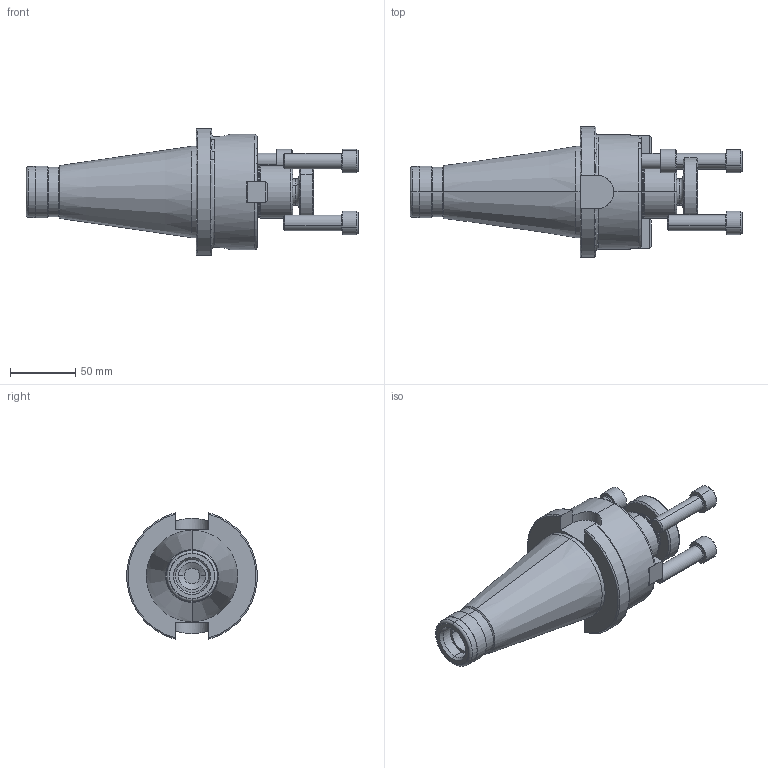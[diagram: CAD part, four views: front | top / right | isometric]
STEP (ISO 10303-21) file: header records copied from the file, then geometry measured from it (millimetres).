
FILE_DESCRIPTION (( 'STEP AP203' ), '1' );
FILE_NAME ('91502-AS040050.STEP', '2015-05-13T12:24:55', ( '' ), ( '' ), 'SwSTEP 2.0', 'SolidWorks 2009', '' );
FILE_SCHEMA (( 'CONFIG_CONTROL_DESIGN' ));
Length unit declared in the file: millimetre
Products named in the file (9): 91502-AS040050; CCS-M20-40-2; KEY 16x23x16 - 40; AS-M6X20._PreviewCfg; ISO50FMH40050 WW; CCS-M20-40; CCS-M20-40-1; AS-M12X45_AS-M12X30; ISO50 CAP
Assembly tree (13 placements, depth 3):
  91502-AS040050
    ISO50FMH40050 WW
    AS-M12X45_AS-M12X30  x4
    CCS-M20-40
      CCS-M20-40-1
      CCS-M20-40-2
    ISO50 CAP
    AS-M6X20._PreviewCfg  x2
    KEY 16x23x16 - 40  x2
Bounding box: 253.8 x 99.62 x 96.64 mm (x, y, z)
Volume: 623268 mm3; surface area: 96842.6 mm2
Topology: 12 solids, 12 shells, 376 faces, 846 edges, 486 vertices
Faces by surface type: plane 163, cylinder 90, cone 88, torus 35
Entity records: 8241 total; most frequent: CARTESIAN_POINT 1496, DIRECTION 1302, ORIENTED_EDGE 1096, EDGE_CURVE 548, AXIS2_PLACEMENT_3D 514, VERTEX_POINT 330, EDGE_LOOP 274, VECTOR 274
